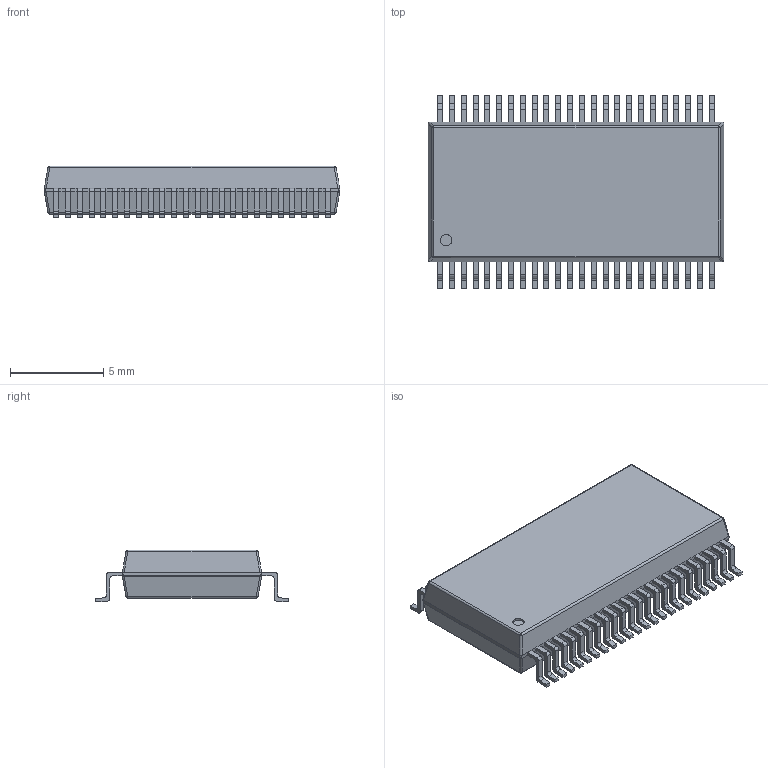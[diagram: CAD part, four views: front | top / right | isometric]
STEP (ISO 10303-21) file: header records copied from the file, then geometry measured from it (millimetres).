
FILE_DESCRIPTION(('CATIA V5 STEP Exchange'),'2;1');
FILE_NAME('SOP64P1035X274-48N__MO-118__Texas Instruments__SSOP-48__DL.stp','2017-04-18T00:00:13+00:00',('none'),('none'),'CATIA Version 5 Release 21 GA (IN-10)','CATIA V5 STEP AP203','none');
FILE_SCHEMA(('CONFIG_CONTROL_DESIGN'));
Length unit declared in the file: millimetre
Products named in the file (1): Part4
Bounding box: 15.88 x 10.35 x 2.79 mm (x, y, z)
Volume: 303 mm3; surface area: 456.9 mm2
Topology: 1 solids, 1 shells, 733 faces, 1974 edges, 1228 vertices
Faces by surface type: plane 495, cylinder 222, sphere 16
Entity records: 19294 total; most frequent: ORIENTED_EDGE 3916, CARTESIAN_POINT 3618, DIRECTION 2183, EDGE_CURVE 1958, VECTOR 1495, LINE 1495, VERTEX_POINT 1228, EDGE_LOOP 734
